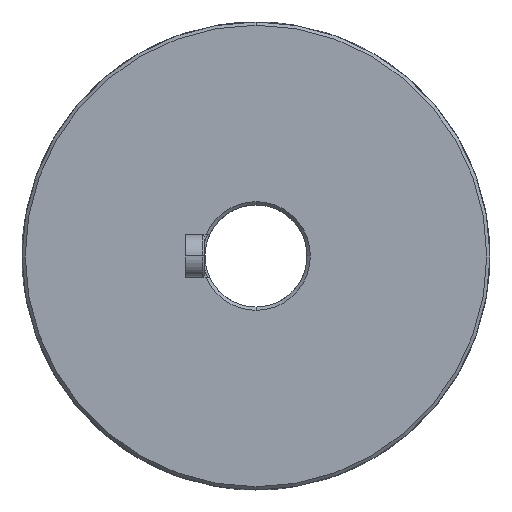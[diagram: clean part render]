
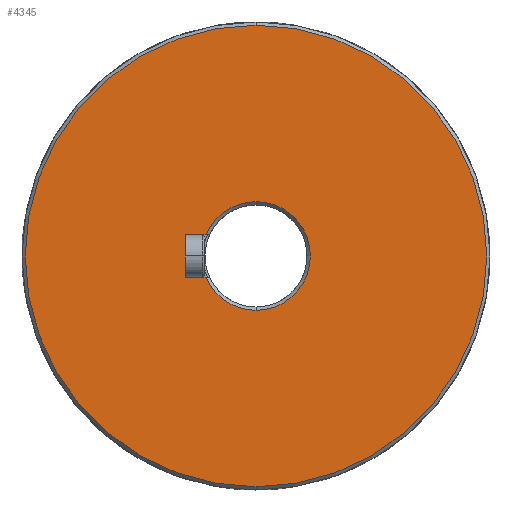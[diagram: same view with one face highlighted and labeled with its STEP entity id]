
A CAD part, left-side view. The second image highlights one B-rep face of the part: STEP entity #4345.
In plain terms, the highlighted planar face has unit normal (-1, 0, 0).
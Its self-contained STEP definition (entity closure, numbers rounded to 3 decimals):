
#843 = CARTESIAN_POINT ( 'NONE',  ( -27.5, 0., 0. ) ) ;
#844 = DIRECTION ( 'NONE',  ( -1., 0., 0. ) ) ;
#845 = DIRECTION ( 'NONE',  ( 0., 0., -1. ) ) ;
#914 = CARTESIAN_POINT ( 'NONE',  ( -27.5, 0., 0. ) ) ;
#920 = DIRECTION ( 'NONE',  ( -1., 0., 0. ) ) ;
#921 = DIRECTION ( 'NONE',  ( 0., 0., -1. ) ) ;
#927 = CARTESIAN_POINT ( 'NONE',  ( -27.5, 0., 0. ) ) ;
#929 = DIRECTION ( 'NONE',  ( 1., 0., 0. ) ) ;
#930 = DIRECTION ( 'NONE',  ( 0., 0., -1. ) ) ;
#1153 = CARTESIAN_POINT ( 'NONE',  ( -27.5, 0., 0. ) ) ;
#1157 = CARTESIAN_POINT ( 'NONE',  ( -27.5, -5.454, 2.5 ) ) ;
#1161 = DIRECTION ( 'NONE',  ( -1., 0., 0. ) ) ;
#1162 = DIRECTION ( 'NONE',  ( 0., 0., -1. ) ) ;
#1187 = CARTESIAN_POINT ( 'NONE',  ( -27.5, 0., 0. ) ) ;
#1188 = DIRECTION ( 'NONE',  ( 0., 1., 0. ) ) ;
#1189 = CARTESIAN_POINT ( 'NONE',  ( -27.5, 8.3, -2.5 ) ) ;
#1190 = DIRECTION ( 'NONE',  ( 0., 0., -1. ) ) ;
#1191 = CARTESIAN_POINT ( 'NONE',  ( -27.5, 8.3, -2.5 ) ) ;
#1192 = DIRECTION ( 'NONE',  ( 0., -1., 0. ) ) ;
#1193 = DIRECTION ( 'NONE',  ( 1., 0., 0. ) ) ;
#1194 = DIRECTION ( 'NONE',  ( 0., 0., -1. ) ) ;
#2396 = CARTESIAN_POINT ( 'NONE',  ( -27.5, 8.3, 2.5 ) ) ;
#2417 = CARTESIAN_POINT ( 'NONE',  ( -27.5, 8.3, -2.5 ) ) ;
#2418 = CARTESIAN_POINT ( 'NONE',  ( -27.5, 5.871, -2.5 ) ) ;
#4345 = ADVANCED_FACE ( 'NONE', ( #10018, #10021 ), #9942, .T. ) ;
#4889 = VERTEX_POINT ( 'NONE', #10792 ) ;
#4890 = VERTEX_POINT ( 'NONE', #10793 ) ;
#4892 = VERTEX_POINT ( 'NONE', #10795 ) ;
#4893 = VERTEX_POINT ( 'NONE', #10796 ) ;
#4894 = VERTEX_POINT ( 'NONE', #10797 ) ;
#5188 = EDGE_CURVE ( 'NONE', #4889, #4890, #10316, .T. ) ;
#5895 = EDGE_CURVE ( 'NONE', #4892, #4889, #10352, .T. ) ;
#5899 = EDGE_CURVE ( 'NONE', #4893, #4894, #10359, .T. ) ;
#5954 = EDGE_CURVE ( 'NONE', #6542, #4892, #10418, .T. ) ;
#5960 = EDGE_CURVE ( 'NONE', #4890, #6543, #10420, .T. ) ;
#5961 = EDGE_CURVE ( 'NONE', #6543, #6541, #10425, .T. ) ;
#5962 = EDGE_CURVE ( 'NONE', #6541, #6542, #10427, .T. ) ;
#5963 = EDGE_CURVE ( 'NONE', #4894, #4893, #10430, .T. ) ;
#6219 = ORIENTED_EDGE ( 'NONE', *, *, #5962, .F. ) ;
#6220 = ORIENTED_EDGE ( 'NONE', *, *, #5961, .F. ) ;
#6221 = ORIENTED_EDGE ( 'NONE', *, *, #5960, .F. ) ;
#6222 = ORIENTED_EDGE ( 'NONE', *, *, #5188, .F. ) ;
#6223 = ORIENTED_EDGE ( 'NONE', *, *, #5895, .F. ) ;
#6224 = ORIENTED_EDGE ( 'NONE', *, *, #5954, .F. ) ;
#6225 = ORIENTED_EDGE ( 'NONE', *, *, #5899, .F. ) ;
#6226 = ORIENTED_EDGE ( 'NONE', *, *, #5963, .F. ) ;
#6320 = EDGE_LOOP ( 'NONE', ( #6225, #6226 ) ) ;
#6321 = EDGE_LOOP ( 'NONE', ( #6219, #6220, #6221, #6222, #6223, #6224 ) ) ;
#6541 = VERTEX_POINT ( 'NONE', #2417 ) ;
#6542 = VERTEX_POINT ( 'NONE', #2418 ) ;
#6543 = VERTEX_POINT ( 'NONE', #2396 ) ;
#8499 = AXIS2_PLACEMENT_3D ( 'NONE', #9941, #9944, #9945 ) ;
#8674 = AXIS2_PLACEMENT_3D ( 'NONE', #843, #844, #845 ) ;
#8693 = AXIS2_PLACEMENT_3D ( 'NONE', #914, #920, #921 ) ;
#8699 = AXIS2_PLACEMENT_3D ( 'NONE', #927, #929, #930 ) ;
#8724 = AXIS2_PLACEMENT_3D ( 'NONE', #1153, #1161, #1162 ) ;
#8727 = AXIS2_PLACEMENT_3D ( 'NONE', #1187, #1193, #1194 ) ;
#9941 = CARTESIAN_POINT ( 'NONE',  ( -27.5, 0., 0. ) ) ;
#9942 = PLANE ( 'NONE',  #8499 ) ;
#9944 = DIRECTION ( 'NONE',  ( -1., 0., 0. ) ) ;
#9945 = DIRECTION ( 'NONE',  ( 0., 0., -1. ) ) ;
#10018 = FACE_BOUND ( 'NONE', #6321, .T. ) ;
#10021 = FACE_OUTER_BOUND ( 'NONE', #6320, .T. ) ;
#10316 = CIRCLE ( 'NONE', #8674, 6.381 ) ;
#10352 = CIRCLE ( 'NONE', #8693, 6.381 ) ;
#10359 = CIRCLE ( 'NONE', #8699, 27.119 ) ;
#10418 = CIRCLE ( 'NONE', #8724, 6.381 ) ;
#10420 = LINE ( 'NONE', #1157, #10424 ) ;
#10424 = VECTOR ( 'NONE', #1188, 1000. ) ;
#10425 = LINE ( 'NONE', #1189, #10426 ) ;
#10426 = VECTOR ( 'NONE', #1190, 1000. ) ;
#10427 = LINE ( 'NONE', #1191, #10428 ) ;
#10428 = VECTOR ( 'NONE', #1192, 1000. ) ;
#10430 = CIRCLE ( 'NONE', #8727, 27.119 ) ;
#10792 = CARTESIAN_POINT ( 'NONE',  ( -27.5, 0., 6.381 ) ) ;
#10793 = CARTESIAN_POINT ( 'NONE',  ( -27.5, 5.871, 2.5 ) ) ;
#10795 = CARTESIAN_POINT ( 'NONE',  ( -27.5, 0., -6.381 ) ) ;
#10796 = CARTESIAN_POINT ( 'NONE',  ( -27.5, 0., 27.119 ) ) ;
#10797 = CARTESIAN_POINT ( 'NONE',  ( -27.5, 0., -27.119 ) ) ;
